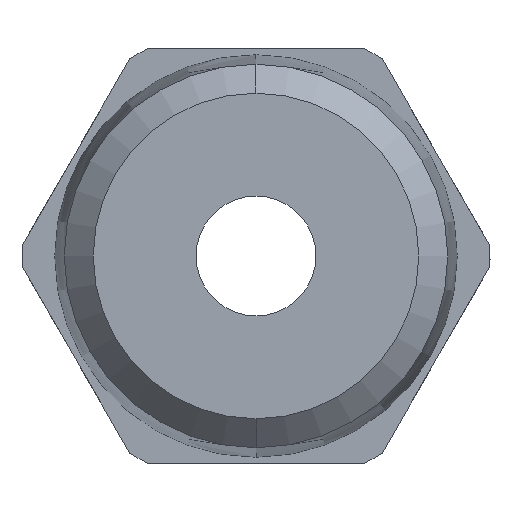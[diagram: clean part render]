
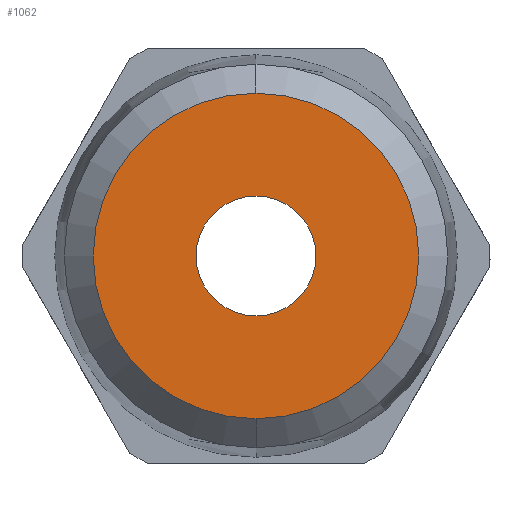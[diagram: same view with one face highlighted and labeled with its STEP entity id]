
A CAD part, front view. The second image highlights one B-rep face of the part: STEP entity #1062.
In plain terms, the highlighted planar face has unit normal (0, -1, 0).
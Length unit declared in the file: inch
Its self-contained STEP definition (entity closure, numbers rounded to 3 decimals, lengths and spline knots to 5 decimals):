
#43 = CIRCLE ( 'NONE', #98, 0.12598 ) ;
#78 = VERTEX_POINT ( 'NONE', #805 ) ;
#98 = AXIS2_PLACEMENT_3D ( 'NONE', #1342, #373, #1504 ) ;
#110 = VERTEX_POINT ( 'NONE', #815 ) ;
#124 = EDGE_LOOP ( 'NONE', ( #2052, #771 ) ) ;
#134 = AXIS2_PLACEMENT_3D ( 'NONE', #1849, #856, #2018 ) ;
#194 = VERTEX_POINT ( 'NONE', #1334 ) ;
#210 = EDGE_CURVE ( 'NONE', #1974, #110, #43, .T. ) ;
#274 = DIRECTION ( 'NONE',  ( 0., 1., 0. ) ) ;
#344 = PLANE ( 'NONE',  #1182 ) ;
#373 = DIRECTION ( 'NONE',  ( 0., 1., 0. ) ) ;
#381 = EDGE_CURVE ( 'NONE', #194, #78, #1604, .T. ) ;
#501 = DIRECTION ( 'NONE',  ( 0., 0., -1. ) ) ;
#538 = ORIENTED_EDGE ( 'NONE', *, *, #564, .F. ) ;
#564 = EDGE_CURVE ( 'NONE', #78, #194, #1022, .T. ) ;
#573 = ORIENTED_EDGE ( 'NONE', *, *, #381, .F. ) ;
#668 = CARTESIAN_POINT ( 'NONE',  ( 0., 0., 0. ) ) ;
#755 = EDGE_CURVE ( 'NONE', #110, #1974, #1252, .T. ) ;
#771 = ORIENTED_EDGE ( 'NONE', *, *, #210, .T. ) ;
#805 = CARTESIAN_POINT ( 'NONE',  ( 0., 0., -0.34227 ) ) ;
#815 = CARTESIAN_POINT ( 'NONE',  ( 0., 0., -0.12598 ) ) ;
#827 = DIRECTION ( 'NONE',  ( 0., 0., 1. ) ) ;
#856 = DIRECTION ( 'NONE',  ( 0., 1., 0. ) ) ;
#971 = CARTESIAN_POINT ( 'NONE',  ( -0.23413, 0., 0. ) ) ;
#1022 = CIRCLE ( 'NONE', #134, 0.34227 ) ;
#1045 = FACE_BOUND ( 'NONE', #124, .T. ) ;
#1062 = ADVANCED_FACE ( 'NONE', ( #1045, #1387 ), #344, .T. ) ;
#1182 = AXIS2_PLACEMENT_3D ( 'NONE', #971, #1475, #501 ) ;
#1211 = AXIS2_PLACEMENT_3D ( 'NONE', #668, #1810, #827 ) ;
#1237 = CARTESIAN_POINT ( 'NONE',  ( 0., 0., 0. ) ) ;
#1242 = EDGE_LOOP ( 'NONE', ( #573, #538 ) ) ;
#1252 = CIRCLE ( 'NONE', #1370, 0.12598 ) ;
#1334 = CARTESIAN_POINT ( 'NONE',  ( 0., 0., 0.34227 ) ) ;
#1342 = CARTESIAN_POINT ( 'NONE',  ( 0., 0., 0. ) ) ;
#1370 = AXIS2_PLACEMENT_3D ( 'NONE', #1237, #274, #1405 ) ;
#1387 = FACE_OUTER_BOUND ( 'NONE', #1242, .T. ) ;
#1405 = DIRECTION ( 'NONE',  ( 0., 0., -1. ) ) ;
#1475 = DIRECTION ( 'NONE',  ( 0., -1., 0. ) ) ;
#1504 = DIRECTION ( 'NONE',  ( 0., 0., -1. ) ) ;
#1604 = CIRCLE ( 'NONE', #1211, 0.34227 ) ;
#1810 = DIRECTION ( 'NONE',  ( 0., 1., 0. ) ) ;
#1849 = CARTESIAN_POINT ( 'NONE',  ( 0., 0., 0. ) ) ;
#1974 = VERTEX_POINT ( 'NONE', #2001 ) ;
#2001 = CARTESIAN_POINT ( 'NONE',  ( 0., 0., 0.12598 ) ) ;
#2018 = DIRECTION ( 'NONE',  ( 0., 0., 1. ) ) ;
#2052 = ORIENTED_EDGE ( 'NONE', *, *, #755, .T. ) ;
